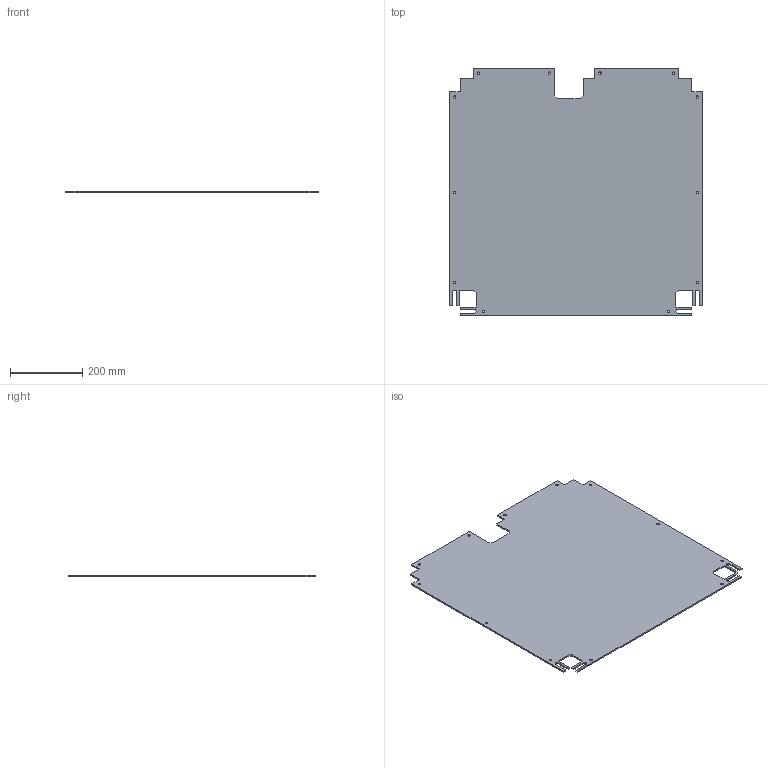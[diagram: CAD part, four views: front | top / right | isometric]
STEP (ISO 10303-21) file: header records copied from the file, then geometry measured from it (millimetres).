
FILE_DESCRIPTION (( 'STEP AP203' ), '1' );
FILE_NAME ('panel_base_500_no_latch.step', '2022-01-17T11:59:17', ( '' ), ( '' ), 'SwSTEP 2.0', 'SolidWorks 2021', '' );
FILE_SCHEMA (( 'CONFIG_CONTROL_DESIGN' ));
Length unit declared in the file: millimetre
Products named in the file (1): panel_base_500_no_latch
Bounding box: 698 x 684.5 x 4 mm (x, y, z)
Volume: 1825198.9 mm3; surface area: 928005 mm2
Topology: 1 solids, 1 shells, 76 faces, 222 edges, 148 vertices
Faces by surface type: plane 48, cylinder 28
Entity records: 2647 total; most frequent: CARTESIAN_POINT 447, ORIENTED_EDGE 444, DIRECTION 432, EDGE_CURVE 222, VECTOR 166, LINE 166, VERTEX_POINT 148, AXIS2_PLACEMENT_3D 133
